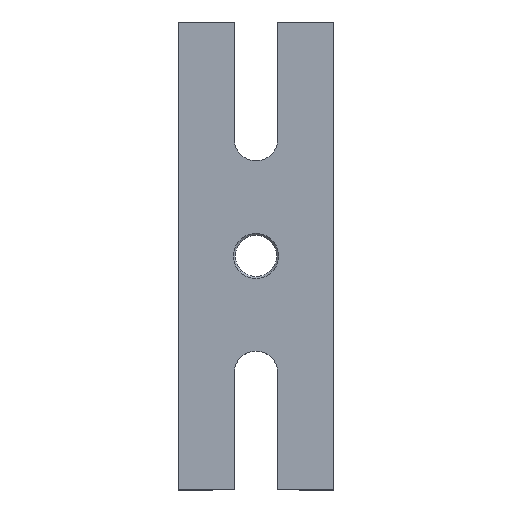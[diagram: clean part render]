
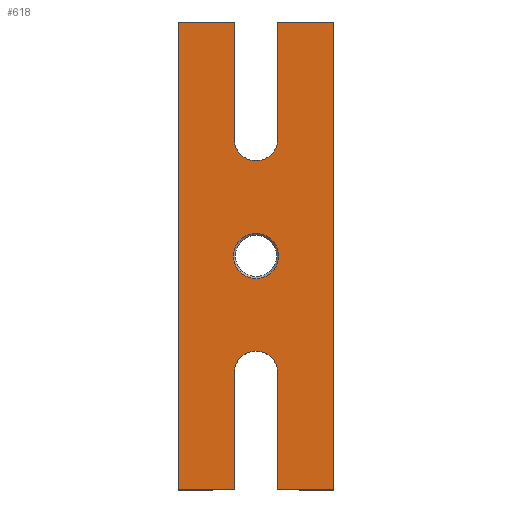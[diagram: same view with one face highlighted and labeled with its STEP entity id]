
A CAD part, top view. The second image highlights one B-rep face of the part: STEP entity #618.
In plain terms, the highlighted planar face has unit normal (0, 0, 1).
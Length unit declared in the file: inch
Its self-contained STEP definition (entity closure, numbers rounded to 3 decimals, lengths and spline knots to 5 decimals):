
#310=CARTESIAN_POINT('',(0.0,3.0,0.365));
#311=VERTEX_POINT('',#310);
#318=CARTESIAN_POINT('',(0.3595,3.0,0.365));
#319=VERTEX_POINT('',#318);
#320=CARTESIAN_POINT('',(0.0,3.0,0.365));
#321=DIRECTION('',(1.0,0.0,0.0));
#322=VECTOR('',#321,0.3595);
#323=LINE('',#320,#322);
#324=EDGE_CURVE('',#311,#319,#323,.T.);
#421=CARTESIAN_POINT('',(0.3595,0.0,0.365));
#422=VERTEX_POINT('',#421);
#429=CARTESIAN_POINT('',(0.0,0.0,0.365));
#430=VERTEX_POINT('',#429);
#431=CARTESIAN_POINT('',(0.3595,0.0,0.365));
#432=DIRECTION('',(-1.0,0.0,0.0));
#433=VECTOR('',#432,0.3595);
#434=LINE('',#431,#433);
#435=EDGE_CURVE('',#422,#430,#434,.T.);
#469=CARTESIAN_POINT('',(0.3595,0.75,0.365));
#470=VERTEX_POINT('',#469);
#477=CARTESIAN_POINT('',(0.3595,0.75,0.365));
#478=DIRECTION('',(0.0,-1.0,0.0));
#479=VECTOR('',#478,0.75);
#480=LINE('',#477,#479);
#481=EDGE_CURVE('',#470,#422,#480,.T.);
#503=CARTESIAN_POINT('',(0.355,1.5,0.365));
#504=VERTEX_POINT('',#503);
#505=CARTESIAN_POINT('',(0.5,1.5,0.365));
#506=DIRECTION('',(0.0,0.0,1.0));
#507=DIRECTION('',(1.0,0.0,0.0));
#508=AXIS2_PLACEMENT_3D('',#505,#506,#507);
#509=CIRCLE('',#508,0.145);
#510=EDGE_CURVE('',#504,#504,#509,.T.);
#535=CARTESIAN_POINT('',(0.3595,2.25,0.365));
#536=DIRECTION('',(0.0,0.0,-1.0));
#537=DIRECTION('',(-1.0,0.0,0.0));
#538=AXIS2_PLACEMENT_3D('',#535,#536,#537);
#539=PLANE('',#538);
#540=CARTESIAN_POINT('',(0.3595,2.25,0.365));
#541=VERTEX_POINT('',#540);
#542=CARTESIAN_POINT('',(0.6405,2.25,0.365));
#543=VERTEX_POINT('',#542);
#544=CARTESIAN_POINT('',(0.5,2.25,0.365));
#545=DIRECTION('',(0.0,0.0,1.0));
#546=DIRECTION('',(-1.0,0.0,0.0));
#547=AXIS2_PLACEMENT_3D('',#544,#545,#546);
#548=CIRCLE('',#547,0.1405);
#549=EDGE_CURVE('',#541,#543,#548,.T.);
#550=ORIENTED_EDGE('',*,*,#549,.F.);
#551=CARTESIAN_POINT('',(0.3595,3.0,0.365));
#552=DIRECTION('',(0.0,-1.0,0.0));
#553=VECTOR('',#552,0.75);
#554=LINE('',#551,#553);
#555=EDGE_CURVE('',#319,#541,#554,.T.);
#556=ORIENTED_EDGE('',*,*,#555,.F.);
#557=ORIENTED_EDGE('',*,*,#324,.F.);
#558=CARTESIAN_POINT('',(0.0,0.0,0.365));
#559=DIRECTION('',(0.0,1.0,0.0));
#560=VECTOR('',#559,3.0);
#561=LINE('',#558,#560);
#562=EDGE_CURVE('',#430,#311,#561,.T.);
#563=ORIENTED_EDGE('',*,*,#562,.F.);
#564=ORIENTED_EDGE('',*,*,#435,.F.);
#565=ORIENTED_EDGE('',*,*,#481,.F.);
#566=CARTESIAN_POINT('',(0.6405,0.75,0.365));
#567=VERTEX_POINT('',#566);
#568=CARTESIAN_POINT('',(0.5,0.75,0.365));
#569=DIRECTION('',(0.0,0.0,1.0));
#570=DIRECTION('',(-1.0,0.0,0.0));
#571=AXIS2_PLACEMENT_3D('',#568,#569,#570);
#572=CIRCLE('',#571,0.1405);
#573=EDGE_CURVE('',#567,#470,#572,.T.);
#574=ORIENTED_EDGE('',*,*,#573,.F.);
#575=CARTESIAN_POINT('',(0.6405,0.0,0.365));
#576=VERTEX_POINT('',#575);
#577=CARTESIAN_POINT('',(0.6405,0.0,0.365));
#578=DIRECTION('',(0.0,1.0,0.0));
#579=VECTOR('',#578,0.75);
#580=LINE('',#577,#579);
#581=EDGE_CURVE('',#576,#567,#580,.T.);
#582=ORIENTED_EDGE('',*,*,#581,.F.);
#583=CARTESIAN_POINT('',(1.0,0.0,0.365));
#584=VERTEX_POINT('',#583);
#585=CARTESIAN_POINT('',(1.0,0.0,0.365));
#586=DIRECTION('',(-1.0,0.0,0.0));
#587=VECTOR('',#586,0.3595);
#588=LINE('',#585,#587);
#589=EDGE_CURVE('',#584,#576,#588,.T.);
#590=ORIENTED_EDGE('',*,*,#589,.F.);
#591=CARTESIAN_POINT('',(1.0,3.0,0.365));
#592=VERTEX_POINT('',#591);
#593=CARTESIAN_POINT('',(1.0,3.0,0.365));
#594=DIRECTION('',(0.0,-1.0,0.0));
#595=VECTOR('',#594,3.0);
#596=LINE('',#593,#595);
#597=EDGE_CURVE('',#592,#584,#596,.T.);
#598=ORIENTED_EDGE('',*,*,#597,.F.);
#599=CARTESIAN_POINT('',(0.6405,3.0,0.365));
#600=VERTEX_POINT('',#599);
#601=CARTESIAN_POINT('',(0.6405,3.0,0.365));
#602=DIRECTION('',(1.0,0.0,0.0));
#603=VECTOR('',#602,0.3595);
#604=LINE('',#601,#603);
#605=EDGE_CURVE('',#600,#592,#604,.T.);
#606=ORIENTED_EDGE('',*,*,#605,.F.);
#607=CARTESIAN_POINT('',(0.6405,2.25,0.365));
#608=DIRECTION('',(0.0,1.0,0.0));
#609=VECTOR('',#608,0.75);
#610=LINE('',#607,#609);
#611=EDGE_CURVE('',#543,#600,#610,.T.);
#612=ORIENTED_EDGE('',*,*,#611,.F.);
#613=EDGE_LOOP('',(#550,#556,#557,#563,#564,#565,#574,#582,#590,#598,#606,#612));
#614=FACE_OUTER_BOUND('',#613,.T.);
#615=ORIENTED_EDGE('',*,*,#510,.F.);
#616=EDGE_LOOP('',(#615));
#617=FACE_BOUND('',#616,.T.);
#618=ADVANCED_FACE('',(#614,#617),#539,.F.);
